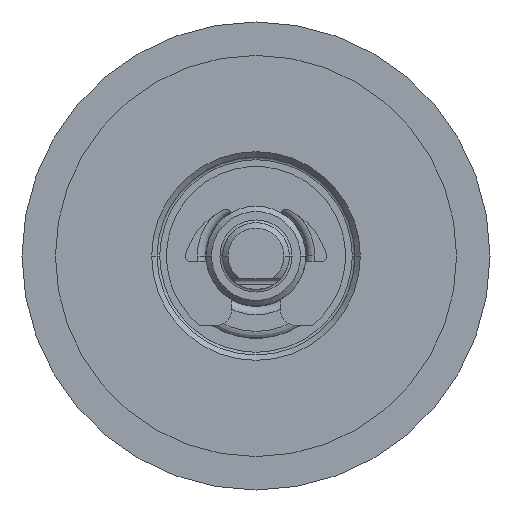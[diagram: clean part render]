
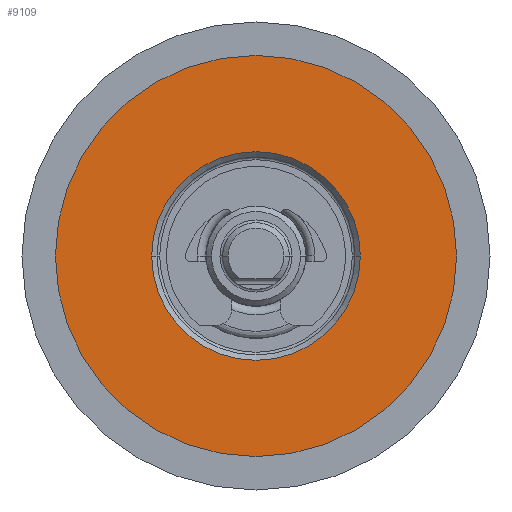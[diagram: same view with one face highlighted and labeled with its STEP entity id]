
A CAD part, front view. The second image highlights one B-rep face of the part: STEP entity #9109.
In plain terms, the highlighted planar face has unit normal (0, -1, 0).
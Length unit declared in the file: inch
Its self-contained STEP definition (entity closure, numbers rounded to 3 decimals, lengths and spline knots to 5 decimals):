
#1744=CARTESIAN_POINT('',(0.,-0.062,0.));
#1745=DIRECTION('',(0.,-1.,0.));
#1746=DIRECTION('',(0.,0.,-1.));
#1747=AXIS2_PLACEMENT_3D('',#1744,#1745,#1746);
#1749=CARTESIAN_POINT('',(0.,-0.062,0.));
#1750=DIRECTION('',(0.,1.,0.));
#1751=DIRECTION('',(0.,0.,-1.));
#1752=AXIS2_PLACEMENT_3D('',#1749,#1750,#1751);
#1754=CARTESIAN_POINT('',(0.,-0.062,0.));
#1755=DIRECTION('',(0.,1.,0.));
#1756=DIRECTION('',(-1.,0.,0.));
#1757=AXIS2_PLACEMENT_3D('',#1754,#1755,#1756);
#1772=CARTESIAN_POINT('',(0.,-0.062,0.));
#1773=DIRECTION('',(0.,1.,0.));
#1774=DIRECTION('',(1.,0.,0.));
#1775=AXIS2_PLACEMENT_3D('',#1772,#1773,#1774);
#6137=CARTESIAN_POINT('',(0.,-0.062,-0.375));
#6139=VERTEX_POINT('',#6137);
#6153=CARTESIAN_POINT('',(0.,-0.062,0.375));
#6155=VERTEX_POINT('',#6153);
#6164=CARTESIAN_POINT('',(0.195,-0.062,0.));
#6165=CARTESIAN_POINT('',(-0.195,-0.062,0.));
#6166=VERTEX_POINT('',#6164);
#6167=VERTEX_POINT('',#6165);
#9094=CARTESIAN_POINT('',(0.,-0.062,0.));
#9095=DIRECTION('',(0.,1.,0.));
#9096=DIRECTION('',(0.,0.,1.));
#9097=AXIS2_PLACEMENT_3D('',#9094,#9095,#9096);
#9098=PLANE('',#9097);
#9099=ORIENTED_EDGE('',*,*,#9087,.F.);
#9100=ORIENTED_EDGE('',*,*,#9076,.T.);
#9101=EDGE_LOOP('',(#9099,#9100));
#9102=FACE_OUTER_BOUND('',#9101,.F.);
#9104=ORIENTED_EDGE('',*,*,#9103,.F.);
#9106=ORIENTED_EDGE('',*,*,#9105,.F.);
#9107=EDGE_LOOP('',(#9104,#9106));
#9108=FACE_BOUND('',#9107,.F.);
#1748=CIRCLE('',#1747,0.375);
#1753=CIRCLE('',#1752,0.375);
#1758=CIRCLE('',#1757,0.195);
#1776=CIRCLE('',#1775,0.195);
#9076=EDGE_CURVE('',#6139,#6155,#1753,.T.);
#9087=EDGE_CURVE('',#6139,#6155,#1748,.T.);
#9103=EDGE_CURVE('',#6167,#6166,#1758,.T.);
#9105=EDGE_CURVE('',#6166,#6167,#1776,.T.);
#9109=ADVANCED_FACE('',(#9102,#9108),#9098,.F.);
